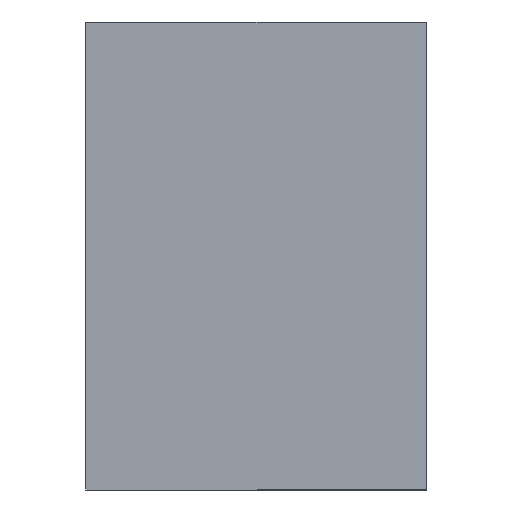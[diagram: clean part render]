
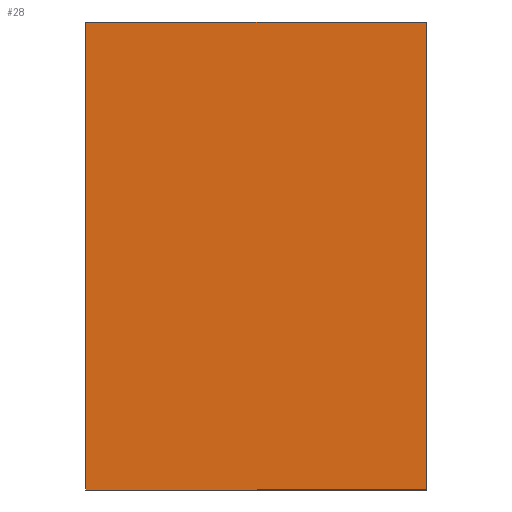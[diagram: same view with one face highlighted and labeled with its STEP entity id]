
A CAD part, front view. The second image highlights one B-rep face of the part: STEP entity #28.
In plain terms, the highlighted planar face has unit normal (0, -1, 0).
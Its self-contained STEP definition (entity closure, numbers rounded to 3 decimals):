
#28=ADVANCED_FACE('',(#67),#630,.T.);
#67=FACE_OUTER_BOUND('',#107,.T.);
#107=EDGE_LOOP('',(#173,#174,#175,#176));
#173=ORIENTED_EDGE('',*,*,#364,.T.);
#174=ORIENTED_EDGE('',*,*,#346,.F.);
#175=ORIENTED_EDGE('',*,*,#363,.T.);
#176=ORIENTED_EDGE('',*,*,#355,.F.);
#346=EDGE_CURVE('',#546,#545,#470,.T.);
#355=EDGE_CURVE('',#555,#554,#479,.T.);
#363=EDGE_CURVE('',#546,#554,#487,.T.);
#364=EDGE_CURVE('',#555,#545,#488,.T.);
#470=B_SPLINE_CURVE_WITH_KNOTS('',1,(#955,#956),.UNSPECIFIED.,.F.,.F.,(2,
2),(97.315,142.666),.UNSPECIFIED.);
#479=B_SPLINE_CURVE_WITH_KNOTS('',1,(#973,#974),.UNSPECIFIED.,.F.,.F.,(2,
2),(51.905,97.256),.UNSPECIFIED.);
#487=B_SPLINE_CURVE_WITH_KNOTS('',1,(#989,#990),.UNSPECIFIED.,.F.,.F.,(2,
2),(-40.,0.),.UNSPECIFIED.);
#488=B_SPLINE_CURVE_WITH_KNOTS('',1,(#991,#992),.UNSPECIFIED.,.F.,.F.,(2,
2),(-48.024,-8.024),.UNSPECIFIED.);
#545=VERTEX_POINT('',#931);
#546=VERTEX_POINT('',#932);
#554=VERTEX_POINT('',#940);
#555=VERTEX_POINT('',#941);
#630=PLANE('',#830);
#830=AXIS2_PLACEMENT_3D('',#888,#859,$);
#859=DIRECTION('',(0.,-1.,0.));
#888=CARTESIAN_POINT('',(8.024,-43.,74.712));
#931=CARTESIAN_POINT('',(0.,-43.,0.));
#932=CARTESIAN_POINT('',(0.,-43.,55.));
#940=CARTESIAN_POINT('',(-40.,-43.,55.));
#941=CARTESIAN_POINT('',(-40.,-43.,0.));
#955=CARTESIAN_POINT('',(0.,-43.,55.));
#956=CARTESIAN_POINT('',(0.,-43.,0.));
#973=CARTESIAN_POINT('',(-40.,-43.,0.));
#974=CARTESIAN_POINT('',(-40.,-43.,55.));
#989=CARTESIAN_POINT('',(0.,-43.,55.));
#990=CARTESIAN_POINT('',(-40.,-43.,55.));
#991=CARTESIAN_POINT('',(-40.,-43.,0.));
#992=CARTESIAN_POINT('',(0.,-43.,0.));
